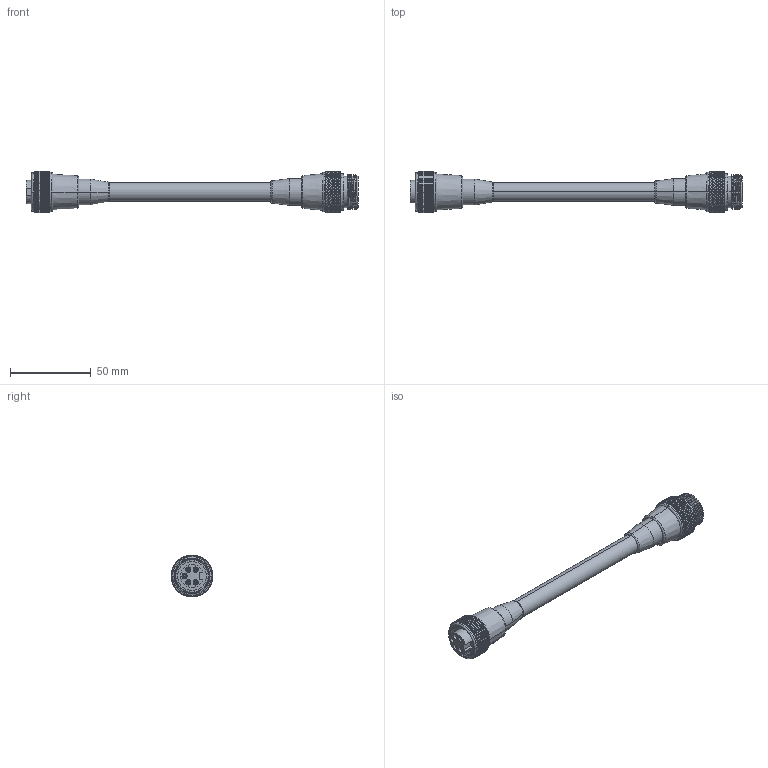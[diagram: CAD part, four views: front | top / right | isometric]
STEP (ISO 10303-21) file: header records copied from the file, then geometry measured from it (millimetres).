
FILE_DESCRIPTION((''),'2;1');
FILE_NAME('218957_ASM','2020-08-07T13:23:52',('PDMAdmin'),('BANNER ENGINEERING'),'CREO PARAMETRIC BY PTC INC, 2019292','CREO PARAMETRIC BY PTC INC, 2019292','');
FILE_SCHEMA(('CONFIG_CONTROL_DESIGN'));
Products named in the file (17): 135595; 153378; 137857; 215691; 141546_TAMPERED; 141547; 137855_ASM; 215692_ASM; 211634_AF1; 214190_AF0_ASM; 218652; 151462; 151461; 213144; 213145; 213143_ASM; 218957_ASM
Assembly tree (23 placements, depth 5):
  218957_ASM
    214190_AF0_ASM
      215692_ASM
        135595
        153378
        137857
        215691
        137855_ASM  x5
          141546_TAMPERED
          141547
      211634_AF1
    213143_ASM
      218652
      151462  x4
      151461
      213144
      213145
Bounding box: 205.8 x 26 x 26 mm (x, y, z)
Volume: 40120.4 mm3; surface area: 26329.8 mm2
Topology: 23 solids, 33 shells, 2682 faces, 5914 edges, 3362 vertices
Faces by surface type: bspline 1318, cylinder 792, plane 398, cone 128, torus 36, sphere 10
Entity records: 99654 total; most frequent: CARTESIAN_POINT 54279, ORIENTED_EDGE 10524, DIRECTION 6945, EDGE_CURVE 5262, VERTEX_POINT 2982, AXIS2_PLACEMENT_3D 2560, EDGE_LOOP 2466, FACE_OUTER_BOUND 2373
